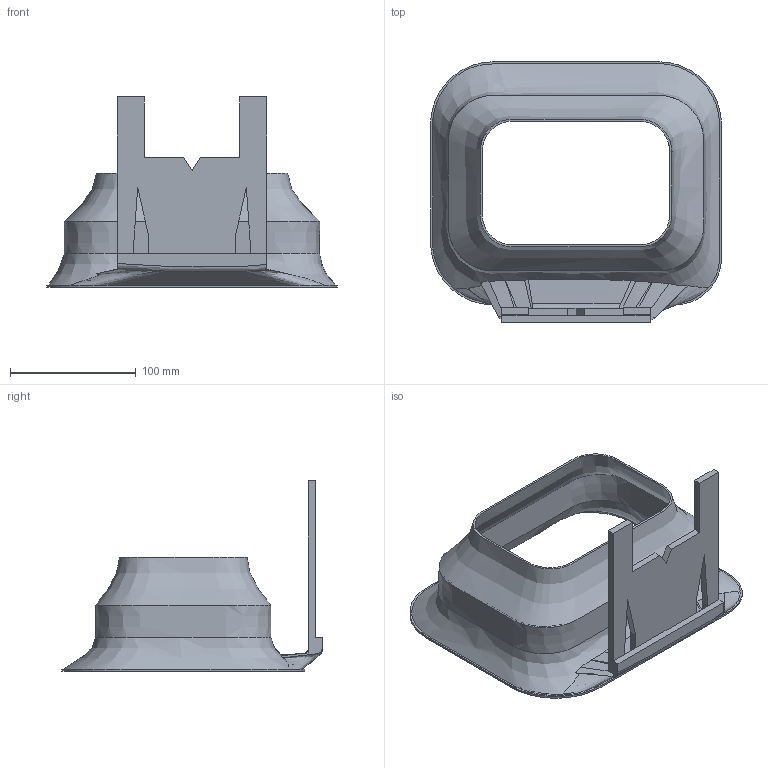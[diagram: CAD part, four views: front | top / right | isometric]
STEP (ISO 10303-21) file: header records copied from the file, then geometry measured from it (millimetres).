
FILE_DESCRIPTION(/* description */ (''),/* implementation_level */ '2;1');
FILE_NAME(/* name */ 'Spawn Bag Funnel v2.step',/* time_stamp */ '2025-06-12T15:51:56-07:00',/* author */ (''),/* organization */ (''),/* preprocessor_version */ 'ST-DEVELOPER v20.1',/* originating_system */ 'Autodesk Translation Framework v14.4.0.0',/* authorisation */ '');
FILE_SCHEMA (('AUTOMOTIVE_DESIGN { 1 0 10303 214 3 1 1 }'));
Length unit declared in the file: inch
Products named in the file (1): Spawn Bag Funnel
Bounding box: 231.78 x 207.58 x 151.45 mm (x, y, z)
Volume: 169524.8 mm3; surface area: 164873.3 mm2
Topology: 1 solids, 1 shells, 63 faces, 184 edges, 120 vertices
Faces by surface type: plane 38, bspline 17, cylinder 8
Entity records: 4061 total; most frequent: CARTESIAN_POINT 2501, ORIENTED_EDGE 368, DIRECTION 233, EDGE_CURVE 184, VERTEX_POINT 120, LINE 115, VECTOR 115, EDGE_LOOP 66
